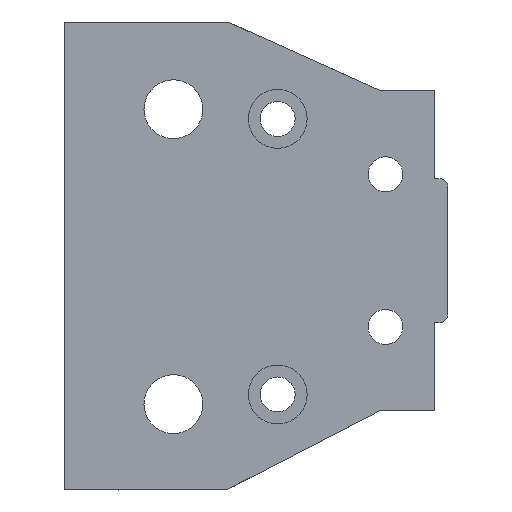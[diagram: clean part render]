
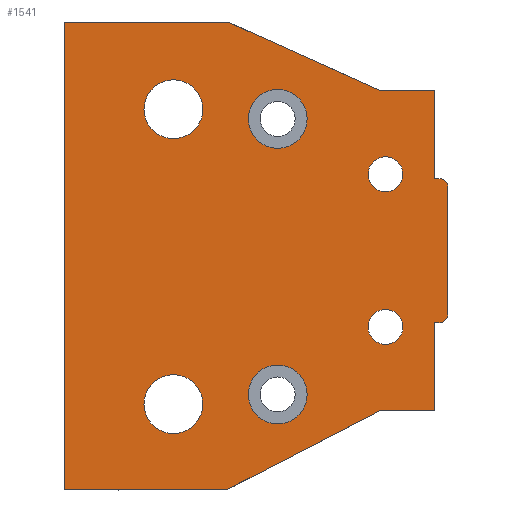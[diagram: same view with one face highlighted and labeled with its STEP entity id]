
A CAD part, left-side view. The second image highlights one B-rep face of the part: STEP entity #1541.
In plain terms, the highlighted planar face has unit normal (-1, 0, 0).
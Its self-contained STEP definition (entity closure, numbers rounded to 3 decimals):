
#36=FACE_BOUND('',#241,.T.);
#37=FACE_BOUND('',#242,.T.);
#38=FACE_BOUND('',#243,.T.);
#39=FACE_BOUND('',#244,.T.);
#40=FACE_BOUND('',#245,.T.);
#41=FACE_BOUND('',#246,.T.);
#80=PLANE('',#1684);
#147=FACE_OUTER_BOUND('',#240,.T.);
#240=EDGE_LOOP('',(#1298,#1299,#1300,#1301,#1302,#1303,#1304,#1305,#1306,
#1307,#1308,#1309,#1310,#1311,#1312,#1313));
#241=EDGE_LOOP('',(#1314));
#242=EDGE_LOOP('',(#1315));
#243=EDGE_LOOP('',(#1316));
#244=EDGE_LOOP('',(#1317));
#245=EDGE_LOOP('',(#1318));
#246=EDGE_LOOP('',(#1319));
#326=LINE('',#2320,#480);
#360=LINE('',#2418,#514);
#364=LINE('',#2430,#518);
#366=LINE('',#2434,#520);
#368=LINE('',#2438,#522);
#371=LINE('',#2446,#525);
#374=LINE('',#2454,#528);
#376=LINE('',#2458,#530);
#378=LINE('',#2461,#532);
#379=LINE('',#2465,#533);
#386=LINE('',#2492,#540);
#389=LINE('',#2497,#543);
#390=LINE('',#2499,#544);
#393=LINE('',#2504,#547);
#480=VECTOR('',#1864,10.);
#514=VECTOR('',#1954,10.);
#518=VECTOR('',#1968,10.);
#520=VECTOR('',#1972,10.);
#522=VECTOR('',#1976,10.);
#525=VECTOR('',#1985,10.);
#528=VECTOR('',#1994,10.);
#530=VECTOR('',#1998,10.);
#532=VECTOR('',#2002,10.);
#533=VECTOR('',#2005,10.);
#540=VECTOR('',#2024,10.);
#543=VECTOR('',#2029,10.);
#544=VECTOR('',#2032,10.);
#547=VECTOR('',#2039,10.);
#624=CIRCLE('',#1649,2.7);
#625=CIRCLE('',#1651,2.7);
#626=CIRCLE('',#1653,2.7);
#627=CIRCLE('',#1655,2.7);
#628=CIRCLE('',#1659,1.6);
#629=CIRCLE('',#1661,1.6);
#630=CIRCLE('',#1666,0.7);
#631=CIRCLE('',#1669,0.7);
#705=VERTEX_POINT('',#2317);
#706=VERTEX_POINT('',#2319);
#718=VERTEX_POINT('',#2355);
#734=VERTEX_POINT('',#2397);
#735=VERTEX_POINT('',#2401);
#736=VERTEX_POINT('',#2405);
#737=VERTEX_POINT('',#2409);
#738=VERTEX_POINT('',#2415);
#739=VERTEX_POINT('',#2417);
#740=VERTEX_POINT('',#2421);
#741=VERTEX_POINT('',#2425);
#742=VERTEX_POINT('',#2429);
#743=VERTEX_POINT('',#2433);
#744=VERTEX_POINT('',#2437);
#745=VERTEX_POINT('',#2441);
#746=VERTEX_POINT('',#2445);
#747=VERTEX_POINT('',#2449);
#748=VERTEX_POINT('',#2453);
#749=VERTEX_POINT('',#2457);
#750=VERTEX_POINT('',#2463);
#751=VERTEX_POINT('',#2464);
#762=VERTEX_POINT('',#2491);
#867=EDGE_CURVE('',#705,#706,#326,.T.);
#906=EDGE_CURVE('',#734,#734,#624,.T.);
#908=EDGE_CURVE('',#735,#735,#625,.T.);
#910=EDGE_CURVE('',#736,#736,#626,.T.);
#912=EDGE_CURVE('',#737,#737,#627,.T.);
#915=EDGE_CURVE('',#739,#738,#360,.T.);
#918=EDGE_CURVE('',#740,#740,#628,.T.);
#920=EDGE_CURVE('',#741,#741,#629,.T.);
#921=EDGE_CURVE('',#738,#742,#364,.T.);
#923=EDGE_CURVE('',#742,#743,#366,.T.);
#925=EDGE_CURVE('',#743,#744,#368,.T.);
#927=EDGE_CURVE('',#745,#744,#630,.T.);
#929=EDGE_CURVE('',#745,#746,#371,.T.);
#931=EDGE_CURVE('',#747,#746,#631,.T.);
#933=EDGE_CURVE('',#747,#748,#374,.T.);
#935=EDGE_CURVE('',#749,#748,#376,.T.);
#937=EDGE_CURVE('',#706,#749,#378,.T.);
#938=EDGE_CURVE('',#750,#751,#379,.T.);
#951=EDGE_CURVE('',#750,#762,#386,.T.);
#954=EDGE_CURVE('',#762,#705,#389,.T.);
#955=EDGE_CURVE('',#718,#739,#390,.T.);
#958=EDGE_CURVE('',#751,#718,#393,.T.);
#1298=ORIENTED_EDGE('',*,*,#938,.T.);
#1299=ORIENTED_EDGE('',*,*,#958,.T.);
#1300=ORIENTED_EDGE('',*,*,#955,.T.);
#1301=ORIENTED_EDGE('',*,*,#915,.T.);
#1302=ORIENTED_EDGE('',*,*,#921,.T.);
#1303=ORIENTED_EDGE('',*,*,#923,.T.);
#1304=ORIENTED_EDGE('',*,*,#925,.T.);
#1305=ORIENTED_EDGE('',*,*,#927,.F.);
#1306=ORIENTED_EDGE('',*,*,#929,.T.);
#1307=ORIENTED_EDGE('',*,*,#931,.F.);
#1308=ORIENTED_EDGE('',*,*,#933,.T.);
#1309=ORIENTED_EDGE('',*,*,#935,.F.);
#1310=ORIENTED_EDGE('',*,*,#937,.F.);
#1311=ORIENTED_EDGE('',*,*,#867,.F.);
#1312=ORIENTED_EDGE('',*,*,#954,.F.);
#1313=ORIENTED_EDGE('',*,*,#951,.F.);
#1314=ORIENTED_EDGE('',*,*,#906,.T.);
#1315=ORIENTED_EDGE('',*,*,#908,.T.);
#1316=ORIENTED_EDGE('',*,*,#910,.T.);
#1317=ORIENTED_EDGE('',*,*,#912,.T.);
#1318=ORIENTED_EDGE('',*,*,#918,.F.);
#1319=ORIENTED_EDGE('',*,*,#920,.F.);
#1541=ADVANCED_FACE('',(#147,#36,#37,#38,#39,#40,#41),#80,.T.);
#1649=AXIS2_PLACEMENT_3D('',#2399,#1931,#1932);
#1651=AXIS2_PLACEMENT_3D('',#2403,#1936,#1937);
#1653=AXIS2_PLACEMENT_3D('',#2407,#1941,#1942);
#1655=AXIS2_PLACEMENT_3D('',#2411,#1946,#1947);
#1659=AXIS2_PLACEMENT_3D('',#2423,#1959,#1960);
#1661=AXIS2_PLACEMENT_3D('',#2427,#1964,#1965);
#1666=AXIS2_PLACEMENT_3D('',#2442,#1980,#1981);
#1669=AXIS2_PLACEMENT_3D('',#2450,#1989,#1990);
#1684=AXIS2_PLACEMENT_3D('',#2505,#2040,#2041);
#1864=DIRECTION('',(0.,-0.912,-0.411));
#1931=DIRECTION('center_axis',(1.,0.,0.));
#1932=DIRECTION('ref_axis',(0.,1.,0.));
#1936=DIRECTION('center_axis',(1.,0.,0.));
#1937=DIRECTION('ref_axis',(0.,1.,0.));
#1941=DIRECTION('center_axis',(1.,0.,0.));
#1942=DIRECTION('ref_axis',(0.,1.,0.));
#1946=DIRECTION('center_axis',(1.,0.,0.));
#1947=DIRECTION('ref_axis',(0.,1.,0.));
#1954=DIRECTION('',(0.,-0.888,0.459));
#1959=DIRECTION('center_axis',(-1.,0.,
0.));
#1960=DIRECTION('ref_axis',(0.,1.,0.));
#1964=DIRECTION('center_axis',(-1.,0.,
0.));
#1965=DIRECTION('ref_axis',(0.,1.,0.));
#1968=DIRECTION('',(0.,-1.,0.));
#1972=DIRECTION('',(0.,0.,1.));
#1976=DIRECTION('',(0.,-1.,0.));
#1980=DIRECTION('center_axis',(1.,0.,0.));
#1981=DIRECTION('ref_axis',(0.,-1.,0.));
#1985=DIRECTION('',(0.,0.,1.));
#1989=DIRECTION('center_axis',(1.,0.,0.));
#1990=DIRECTION('ref_axis',(0.,0.,1.));
#1994=DIRECTION('',(0.,1.,0.));
#1998=DIRECTION('',(0.,0.,-1.));
#2002=DIRECTION('',(0.,-1.,0.));
#2005=DIRECTION('',(0.,0.,-1.));
#2024=DIRECTION('',(0.,-1.,0.));
#2029=DIRECTION('',(0.,-1.,0.));
#2032=DIRECTION('',(0.,-1.,0.));
#2039=DIRECTION('',(0.,-1.,0.));
#2040=DIRECTION('center_axis',(-1.,0.,
0.));
#2041=DIRECTION('ref_axis',(0.,0.,-1.));
#2317=CARTESIAN_POINT('',(-35.267,-3.001,60.963));
#2319=CARTESIAN_POINT('',(-35.267,-16.896,54.7));
#2320=CARTESIAN_POINT('',(-35.267,-3.001,60.963));
#2355=CARTESIAN_POINT('',(-35.267,7.,18.122));
#2397=CARTESIAN_POINT('',(-35.267,-0.7,52.963));
#2399=CARTESIAN_POINT('Origin',(-35.267,2.,52.963));
#2401=CARTESIAN_POINT('',(-35.267,-10.264,26.809));
#2403=CARTESIAN_POINT('Origin',(-35.267,-7.564,26.809));
#2405=CARTESIAN_POINT('',(-35.267,-10.264,52.078));
#2407=CARTESIAN_POINT('Origin',(-35.267,-7.564,52.078));
#2409=CARTESIAN_POINT('',(-35.267,-0.7,25.923));
#2411=CARTESIAN_POINT('Origin',(-35.267,2.,25.923));
#2415=CARTESIAN_POINT('',(-35.267,-16.896,25.3));
#2417=CARTESIAN_POINT('',(-35.267,-3.,18.122));
#2418=CARTESIAN_POINT('',(-35.267,-3.,18.122));
#2421=CARTESIAN_POINT('',(-35.267,-19.051,47.));
#2423=CARTESIAN_POINT('Origin',(-35.267,-17.451,47.));
#2425=CARTESIAN_POINT('',(-35.267,-19.051,33.));
#2427=CARTESIAN_POINT('Origin',(-35.267,-17.451,33.));
#2429=CARTESIAN_POINT('',(-35.267,-21.951,25.3));
#2430=CARTESIAN_POINT('',(-35.267,-16.896,25.3));
#2433=CARTESIAN_POINT('',(-35.267,-21.951,33.4));
#2434=CARTESIAN_POINT('',(-35.267,-21.951,27.4));
#2437=CARTESIAN_POINT('',(-35.267,-22.451,33.4));
#2438=CARTESIAN_POINT('',(-35.267,-21.951,33.4));
#2441=CARTESIAN_POINT('',(-35.267,-23.151,34.1));
#2442=CARTESIAN_POINT('Origin',(-35.267,-22.451,34.1));
#2445=CARTESIAN_POINT('',(-35.267,-23.151,45.9));
#2446=CARTESIAN_POINT('',(-35.267,-23.151,40.));
#2449=CARTESIAN_POINT('',(-35.267,-22.451,46.6));
#2450=CARTESIAN_POINT('Origin',(-35.267,-22.451,45.9));
#2453=CARTESIAN_POINT('',(-35.267,-21.951,46.6));
#2454=CARTESIAN_POINT('',(-35.267,-22.451,46.6));
#2457=CARTESIAN_POINT('',(-35.267,-21.951,54.7));
#2458=CARTESIAN_POINT('',(-35.267,-21.951,54.7));
#2461=CARTESIAN_POINT('',(-35.267,-16.896,54.7));
#2463=CARTESIAN_POINT('',(-35.268,11.999,60.963));
#2464=CARTESIAN_POINT('',(-35.268,12.,18.122));
#2465=CARTESIAN_POINT('',(-35.268,11.999,60.963));
#2491=CARTESIAN_POINT('',(-35.267,6.999,60.963));
#2492=CARTESIAN_POINT('',(-35.268,11.999,60.963));
#2497=CARTESIAN_POINT('',(-35.267,6.999,60.963));
#2499=CARTESIAN_POINT('',(-35.267,7.,18.122));
#2504=CARTESIAN_POINT('',(-35.268,12.,18.122));
#2505=CARTESIAN_POINT('Origin',(-35.268,11.999,60.963));
